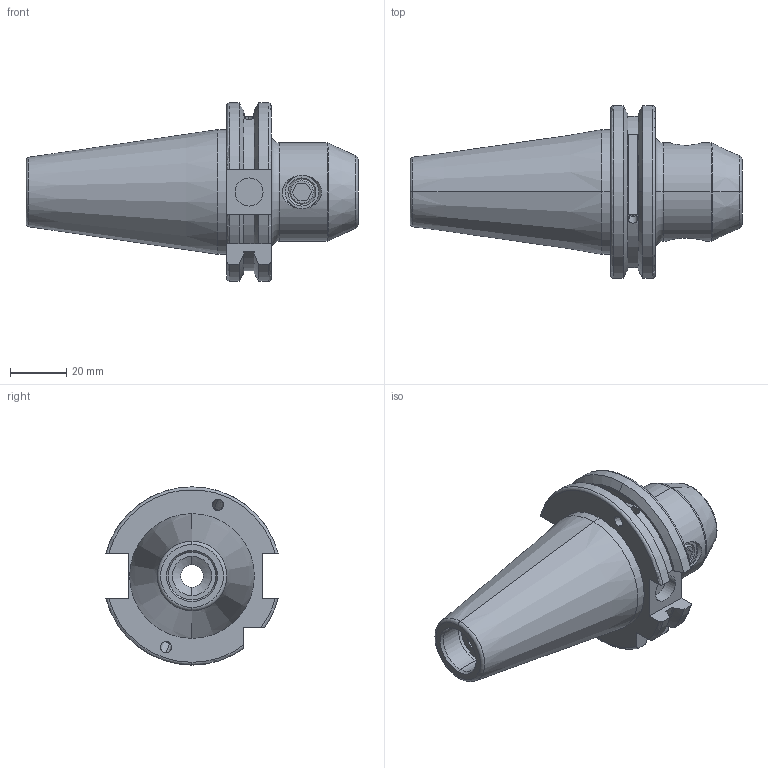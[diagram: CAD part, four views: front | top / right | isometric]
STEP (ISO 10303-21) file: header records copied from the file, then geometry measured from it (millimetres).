
FILE_DESCRIPTION (( 'STEP AP203' ), '1' );
FILE_NAME ('91406-WE7 10050.STEP', '2015-09-07T07:34:04', ( '' ), ( '' ), 'SwSTEP 2.0', 'SolidWorks 2009', '' );
FILE_SCHEMA (( 'CONFIG_CONTROL_DESIGN' ));
Length unit declared in the file: millimetre
Products named in the file (4): Copy of M4X4_DIN 913 - M4 x 4-N; SK40 EM 10 050 FTC WW.; M10X12; 91406-WE7 10050
Assembly tree (4 placements, depth 2):
  91406-WE7 10050
    Copy of M4X4_DIN 913 - M4 x 4-N  x2
    M10X12
    SK40 EM 10 050 FTC WW.
Bounding box: 118.4 x 61.48 x 63.55 mm (x, y, z)
Volume: 126699.6 mm3; surface area: 25510.8 mm2
Topology: 4 solids, 4 shells, 159 faces, 387 edges, 246 vertices
Faces by surface type: plane 59, cylinder 44, cone 32, torus 18, bspline 4, sphere 2
Entity records: 5298 total; most frequent: CARTESIAN_POINT 1416, DIRECTION 740, ORIENTED_EDGE 710, EDGE_CURVE 355, AXIS2_PLACEMENT_3D 292, VERTEX_POINT 226, EDGE_LOOP 165, VECTOR 156
